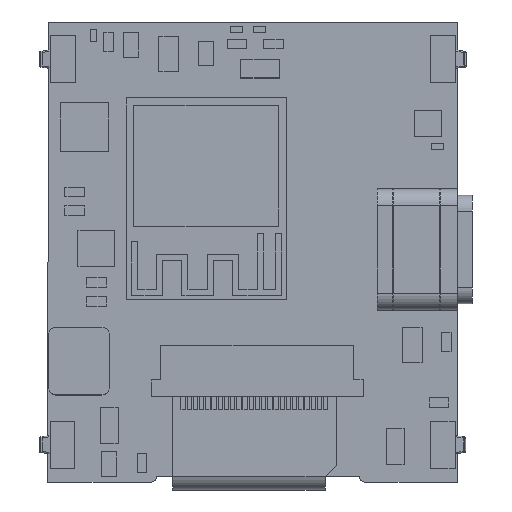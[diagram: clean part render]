
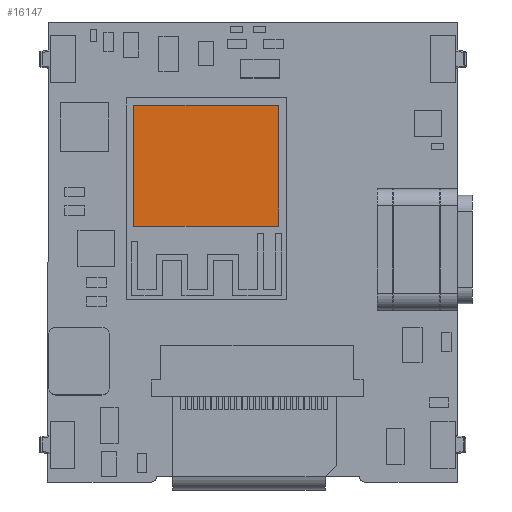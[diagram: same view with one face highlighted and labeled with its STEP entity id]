
A CAD part, top view. The second image highlights one B-rep face of the part: STEP entity #16147.
In plain terms, the highlighted planar face has unit normal (0, 0, 1).
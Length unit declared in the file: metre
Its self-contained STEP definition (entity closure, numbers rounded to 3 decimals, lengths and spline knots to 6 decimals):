
#586=PLANE('',#18175);
#1833=LINE('',#24961,#3855);
#1835=LINE('',#24965,#3857);
#1837=LINE('',#24969,#3859);
#1838=LINE('',#24971,#3860);
#3855=VECTOR('',#20305,1.);
#3857=VECTOR('',#20309,1.);
#3859=VECTOR('',#20313,1.);
#3860=VECTOR('',#20316,1.);
#7836=ORIENTED_EDGE('',*,*,#10451,.F.);
#7837=ORIENTED_EDGE('',*,*,#10450,.F.);
#7838=ORIENTED_EDGE('',*,*,#10448,.F.);
#7839=ORIENTED_EDGE('',*,*,#10446,.F.);
#10446=EDGE_CURVE('',#12373,#12372,#1833,.T.);
#10448=EDGE_CURVE('',#12372,#12374,#1835,.T.);
#10450=EDGE_CURVE('',#12374,#12375,#1837,.T.);
#10451=EDGE_CURVE('',#12375,#12373,#1838,.T.);
#12372=VERTEX_POINT('',#24958);
#12373=VERTEX_POINT('',#24960);
#12374=VERTEX_POINT('',#24964);
#12375=VERTEX_POINT('',#24968);
#13932=EDGE_LOOP('',(#7836,#7837,#7838,#7839));
#14963=FACE_BOUND('',#13932,.T.);
#16147=ADVANCED_FACE('',(#14963),#586,.T.);
#18175=AXIS2_PLACEMENT_3D('',#25832,#21219,#21220);
#20305=DIRECTION('',(0.,1.,0.));
#20309=DIRECTION('',(1.,0.,0.));
#20313=DIRECTION('',(0.,-1.,0.));
#20316=DIRECTION('',(-1.,0.,0.));
#21219=DIRECTION('',(0.,0.,1.));
#21220=DIRECTION('',(0.,1.,0.));
#24958=CARTESIAN_POINT('',(-0.01203,0.01598,0.0036));
#24960=CARTESIAN_POINT('',(-0.01203,0.00603,0.0036));
#24961=CARTESIAN_POINT('',(-0.01203,0.01598,0.0036));
#24964=CARTESIAN_POINT('',(-0.00008,0.01598,0.0036));
#24965=CARTESIAN_POINT('',(-0.01203,0.01598,0.0036));
#24968=CARTESIAN_POINT('',(-0.00008,0.00603,0.0036));
#24969=CARTESIAN_POINT('',(-0.00008,0.01598,0.0036));
#24971=CARTESIAN_POINT('',(-0.01203,0.00603,0.0036));
#25832=CARTESIAN_POINT('',(-0.00605,0.0083,0.0036));
